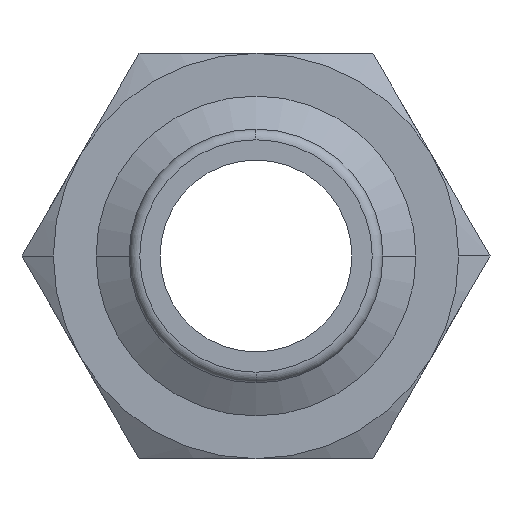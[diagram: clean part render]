
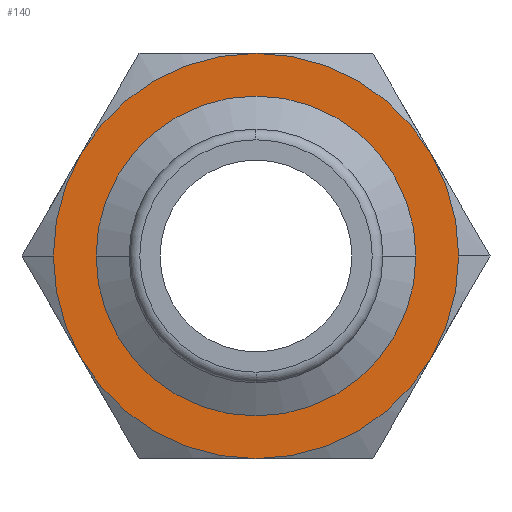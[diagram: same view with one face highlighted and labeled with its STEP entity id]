
A CAD part, front view. The second image highlights one B-rep face of the part: STEP entity #140.
In plain terms, the highlighted planar face has unit normal (0, -1, 0).
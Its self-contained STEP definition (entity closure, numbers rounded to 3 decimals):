
#140=ADVANCED_FACE('',(#292,#293),#294,.T.);
#292=FACE_OUTER_BOUND('',#453,.T.);
#293=FACE_BOUND('',#454,.T.);
#294=PLANE('',#455);
#453=EDGE_LOOP('',(#784,#785,#786,#787,#788,#789,#790,#791));
#454=EDGE_LOOP('',(#792,#793));
#455=AXIS2_PLACEMENT_3D('',#794,#795,#796);
#784=ORIENTED_EDGE('',*,*,#1060,.F.);
#785=ORIENTED_EDGE('',*,*,#1004,.F.);
#786=ORIENTED_EDGE('',*,*,#1061,.F.);
#787=ORIENTED_EDGE('',*,*,#1044,.F.);
#788=ORIENTED_EDGE('',*,*,#936,.F.);
#789=ORIENTED_EDGE('',*,*,#1062,.F.);
#790=ORIENTED_EDGE('',*,*,#951,.F.);
#791=ORIENTED_EDGE('',*,*,#1042,.F.);
#792=ORIENTED_EDGE('',*,*,#967,.F.);
#793=ORIENTED_EDGE('',*,*,#1049,.F.);
#794=CARTESIAN_POINT('',(4.75,23.0,0.0));
#795=DIRECTION('',(-0.0,-1.0,-0.0));
#796=DIRECTION('',(-1.0,0.0,0.0));
#936=EDGE_CURVE('',#1102,#1100,#1104,.T.);
#951=EDGE_CURVE('',#1129,#1126,#1131,.T.);
#967=EDGE_CURVE('',#1157,#1153,#1159,.T.);
#1004=EDGE_CURVE('',#1192,#1217,#1218,.T.);
#1042=EDGE_CURVE('',#1264,#1129,#1266,.T.);
#1044=EDGE_CURVE('',#1100,#1133,#1268,.T.);
#1049=EDGE_CURVE('',#1153,#1157,#1273,.T.);
#1060=EDGE_CURVE('',#1217,#1264,#1284,.T.);
#1061=EDGE_CURVE('',#1133,#1192,#1285,.T.);
#1062=EDGE_CURVE('',#1126,#1102,#1286,.T.);
#1100=VERTEX_POINT('',#1328);
#1102=VERTEX_POINT('',#1331);
#1104=CIRCLE('',#1344,9.5);
#1126=VERTEX_POINT('',#1370);
#1129=VERTEX_POINT('',#1384);
#1131=CIRCLE('',#1397,9.5);
#1133=VERTEX_POINT('',#1399);
#1153=VERTEX_POINT('',#1487);
#1157=VERTEX_POINT('',#1492);
#1159=CIRCLE('',#1495,7.5);
#1192=VERTEX_POINT('',#1556);
#1217=VERTEX_POINT('',#1617);
#1218=CIRCLE('',#1618,9.5);
#1264=VERTEX_POINT('',#1755);
#1266=CIRCLE('',#1758,9.5);
#1268=CIRCLE('',#1760,9.5);
#1273=CIRCLE('',#1767,7.5);
#1284=CIRCLE('',#1778,9.5);
#1285=CIRCLE('',#1779,9.5);
#1286=CIRCLE('',#1780,9.5);
#1328=CARTESIAN_POINT('',(-9.5,23.0,0.));
#1331=CARTESIAN_POINT('',(-8.227,23.0,-4.75));
#1344=AXIS2_PLACEMENT_3D('',#1842,#1843,#1844);
#1370=CARTESIAN_POINT('',(0.0,23.0,-9.5));
#1384=CARTESIAN_POINT('',(8.227,23.0,-4.75));
#1397=AXIS2_PLACEMENT_3D('',#1864,#1865,#1866);
#1399=CARTESIAN_POINT('',(-8.227,23.0,4.75));
#1487=CARTESIAN_POINT('',(7.5,23.0,0.));
#1492=CARTESIAN_POINT('',(-7.5,23.0,0.));
#1495=AXIS2_PLACEMENT_3D('',#1877,#1878,#1879);
#1556=CARTESIAN_POINT('',(0.,23.0,9.5));
#1617=CARTESIAN_POINT('',(8.227,23.0,4.75));
#1618=AXIS2_PLACEMENT_3D('',#1931,#1932,#1933);
#1755=CARTESIAN_POINT('',(9.5,23.0,0.));
#1758=AXIS2_PLACEMENT_3D('',#1983,#1984,#1985);
#1760=AXIS2_PLACEMENT_3D('',#1986,#1987,#1988);
#1767=AXIS2_PLACEMENT_3D('',#1991,#1992,#1993);
#1778=AXIS2_PLACEMENT_3D('',#2009,#2010,#2011);
#1779=AXIS2_PLACEMENT_3D('',#2012,#2013,#2014);
#1780=AXIS2_PLACEMENT_3D('',#2015,#2016,#2017);
#1842=CARTESIAN_POINT('',(0.0,23.0,0.0));
#1843=DIRECTION('',(-0.0,1.0,0.0));
#1844=DIRECTION('',(1.0,0.0,0.0));
#1864=CARTESIAN_POINT('',(0.0,23.0,0.0));
#1865=DIRECTION('',(-0.0,1.0,0.0));
#1866=DIRECTION('',(1.0,0.0,0.0));
#1877=CARTESIAN_POINT('',(0.0,23.0,0.0));
#1878=DIRECTION('',(0.0,-1.0,0.0));
#1879=DIRECTION('',(1.0,0.0,0.0));
#1931=CARTESIAN_POINT('',(0.0,23.0,0.0));
#1932=DIRECTION('',(-0.0,1.0,0.0));
#1933=DIRECTION('',(1.0,0.0,0.0));
#1983=CARTESIAN_POINT('',(0.0,23.0,0.0));
#1984=DIRECTION('',(-0.0,1.0,0.0));
#1985=DIRECTION('',(1.0,0.0,0.0));
#1986=CARTESIAN_POINT('',(0.0,23.0,0.0));
#1987=DIRECTION('',(-0.0,1.0,0.0));
#1988=DIRECTION('',(1.0,0.0,0.0));
#1991=CARTESIAN_POINT('',(0.0,23.0,0.0));
#1992=DIRECTION('',(0.0,-1.0,0.0));
#1993=DIRECTION('',(1.0,0.0,0.0));
#2009=CARTESIAN_POINT('',(0.0,23.0,0.0));
#2010=DIRECTION('',(-0.0,1.0,0.0));
#2011=DIRECTION('',(1.0,0.0,0.0));
#2012=CARTESIAN_POINT('',(0.0,23.0,0.0));
#2013=DIRECTION('',(-0.0,1.0,0.0));
#2014=DIRECTION('',(1.0,0.0,0.0));
#2015=CARTESIAN_POINT('',(0.0,23.0,0.0));
#2016=DIRECTION('',(-0.0,1.0,0.0));
#2017=DIRECTION('',(1.0,0.0,0.0));
